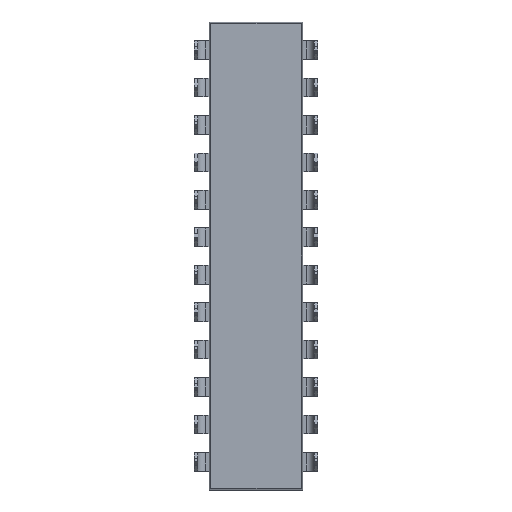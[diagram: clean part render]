
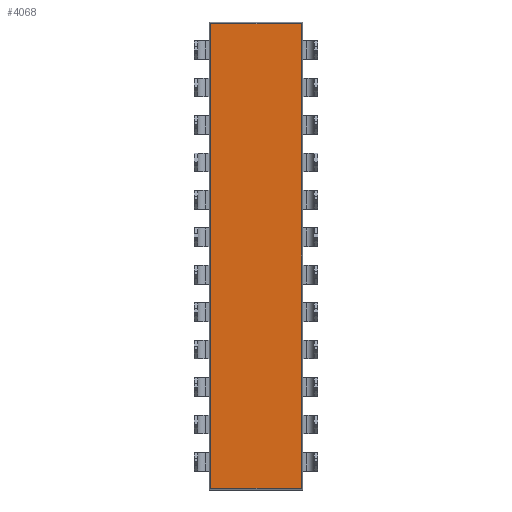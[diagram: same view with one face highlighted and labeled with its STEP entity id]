
A CAD part, front view. The second image highlights one B-rep face of the part: STEP entity #4068.
In plain terms, the highlighted planar face has unit normal (0, -1, 0).
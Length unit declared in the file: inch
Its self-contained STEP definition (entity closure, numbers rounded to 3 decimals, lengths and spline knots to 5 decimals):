
#26 = DIRECTION ( 'NONE',  ( 1., 0., 0. ) ) ;
#388 = VERTEX_POINT ( 'NONE', #7668 ) ;
#389 = VERTEX_POINT ( 'NONE', #10173 ) ;
#500 = LINE ( 'NONE', #1302, #11344 ) ;
#537 = DIRECTION ( 'NONE',  ( 0., 1., 0. ) ) ;
#782 = EDGE_CURVE ( 'NONE', #389, #388, #8027, .T. ) ;
#919 = AXIS2_PLACEMENT_3D ( 'NONE', #4973, #537, #8554 ) ;
#925 = FACE_OUTER_BOUND ( 'NONE', #8624, .T. ) ;
#1201 = PLANE ( 'NONE',  #919 ) ;
#1302 = CARTESIAN_POINT ( 'NONE',  ( 0.27563, 0.015, -0.075 ) ) ;
#3129 = VECTOR ( 'NONE', #7356, 39.37008 ) ;
#3975 = DIRECTION ( 'NONE',  ( 0., 0., 1. ) ) ;
#4068 = ADVANCED_FACE ( 'NONE', ( #925 ), #1201, .F. ) ;
#4973 = CARTESIAN_POINT ( 'NONE',  ( 0.03, 0.015, -0.075 ) ) ;
#5117 = EDGE_CURVE ( 'NONE', #8291, #389, #9579, .T. ) ;
#5405 = CARTESIAN_POINT ( 'NONE',  ( 0.03, 0.015, -0.07063 ) ) ;
#5524 = CARTESIAN_POINT ( 'NONE',  ( 0.03, 0.015, 1.17063 ) ) ;
#6044 = DIRECTION ( 'NONE',  ( 0., 0., -1. ) ) ;
#6284 = LINE ( 'NONE', #5405, #11479 ) ;
#6676 = CARTESIAN_POINT ( 'NONE',  ( 0.27563, 0.015, 1.17063 ) ) ;
#7030 = ORIENTED_EDGE ( 'NONE', *, *, #5117, .T. ) ;
#7356 = DIRECTION ( 'NONE',  ( -1., 0., 0. ) ) ;
#7373 = ORIENTED_EDGE ( 'NONE', *, *, #782, .T. ) ;
#7532 = EDGE_CURVE ( 'NONE', #388, #11207, #6284, .T. ) ;
#7607 = VECTOR ( 'NONE', #6044, 39.37008 ) ;
#7668 = CARTESIAN_POINT ( 'NONE',  ( 0.03437, 0.015, -0.07063 ) ) ;
#7699 = EDGE_CURVE ( 'NONE', #11207, #8291, #500, .T. ) ;
#8027 = LINE ( 'NONE', #8704, #7607 ) ;
#8146 = ORIENTED_EDGE ( 'NONE', *, *, #7699, .T. ) ;
#8173 = CARTESIAN_POINT ( 'NONE',  ( 0.27563, 0.015, -0.07063 ) ) ;
#8291 = VERTEX_POINT ( 'NONE', #6676 ) ;
#8554 = DIRECTION ( 'NONE',  ( 0., 0., 1. ) ) ;
#8624 = EDGE_LOOP ( 'NONE', ( #7030, #7373, #8979, #8146 ) ) ;
#8704 = CARTESIAN_POINT ( 'NONE',  ( 0.03437, 0.015, -0.075 ) ) ;
#8979 = ORIENTED_EDGE ( 'NONE', *, *, #7532, .T. ) ;
#9579 = LINE ( 'NONE', #5524, #3129 ) ;
#10173 = CARTESIAN_POINT ( 'NONE',  ( 0.03437, 0.015, 1.17063 ) ) ;
#11207 = VERTEX_POINT ( 'NONE', #8173 ) ;
#11344 = VECTOR ( 'NONE', #3975, 39.37008 ) ;
#11479 = VECTOR ( 'NONE', #26, 39.37008 ) ;
